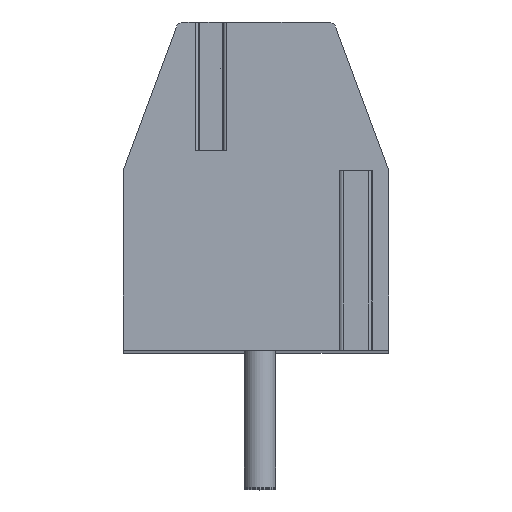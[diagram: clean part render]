
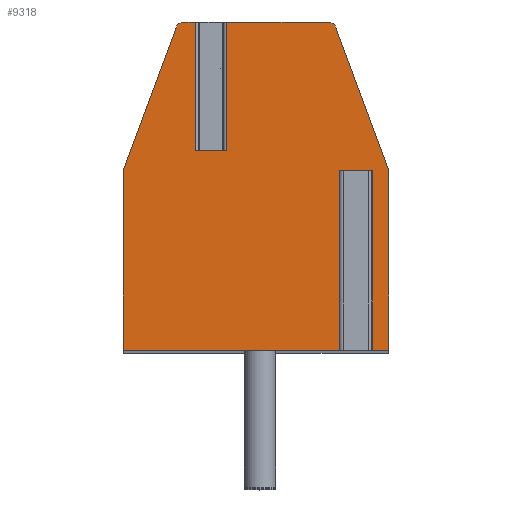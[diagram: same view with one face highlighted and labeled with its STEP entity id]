
A CAD part, top view. The second image highlights one B-rep face of the part: STEP entity #9318.
In plain terms, the highlighted planar face has unit normal (0, 0, 1).
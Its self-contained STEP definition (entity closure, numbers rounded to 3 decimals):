
#1=DIRECTION('',(1.,0.,0.));
#2=VECTOR('',#1,0.796);
#3=CARTESIAN_POINT('',(-1.548,0.9,43.75));
#4=LINE('',#3,#2);
#5=DIRECTION('',(0.,1.,0.));
#6=VECTOR('',#5,3.3);
#7=CARTESIAN_POINT('',(-0.752,0.9,43.75));
#8=LINE('',#7,#6);
#9=DIRECTION('',(-1.,0.,0.));
#10=VECTOR('',#9,2.603);
#11=CARTESIAN_POINT('',(1.851,4.2,43.75));
#12=LINE('',#11,#10);
#13=CARTESIAN_POINT('',(1.851,4.,43.75));
#14=DIRECTION('',(0.,0.,1.));
#15=DIRECTION('',(0.938,0.348,0.));
#16=AXIS2_PLACEMENT_3D('',#13,#14,#15);
#18=DIRECTION('',(-0.348,0.938,0.));
#19=VECTOR('',#18,3.914);
#20=CARTESIAN_POINT('',(3.4,0.4,43.75));
#21=LINE('',#20,#19);
#22=DIRECTION('',(0.,1.,0.));
#23=VECTOR('',#22,4.6);
#24=CARTESIAN_POINT('',(3.4,-4.2,43.75));
#25=LINE('',#24,#23);
#26=DIRECTION('',(1.,0.,0.));
#27=VECTOR('',#26,0.634);
#28=CARTESIAN_POINT('',(2.766,-4.2,43.75));
#29=LINE('',#28,#27);
#30=DIRECTION('',(0.,1.,0.));
#31=VECTOR('',#30,4.6);
#32=CARTESIAN_POINT('',(2.766,-4.2,43.75));
#33=LINE('',#32,#31);
#34=DIRECTION('',(-1.,0.,0.));
#35=VECTOR('',#34,0.43);
#36=CARTESIAN_POINT('',(2.766,0.4,43.75));
#37=LINE('',#36,#35);
#38=DIRECTION('',(0.,1.,0.));
#39=VECTOR('',#38,4.6);
#40=CARTESIAN_POINT('',(2.336,-4.2,43.75));
#41=LINE('',#40,#39);
#42=DIRECTION('',(1.,0.,0.));
#43=VECTOR('',#42,5.736);
#44=CARTESIAN_POINT('',(-3.4,-4.2,43.75));
#45=LINE('',#44,#43);
#46=DIRECTION('',(0.,-1.,0.));
#47=VECTOR('',#46,4.6);
#48=CARTESIAN_POINT('',(-3.4,0.4,43.75));
#49=LINE('',#48,#47);
#50=DIRECTION('',(-0.348,-0.938,0.));
#51=VECTOR('',#50,3.914);
#52=CARTESIAN_POINT('',(-2.038,4.07,43.75));
#53=LINE('',#52,#51);
#54=CARTESIAN_POINT('',(-1.851,4.,43.75));
#55=DIRECTION('',(0.,0.,1.));
#56=DIRECTION('',(0.,1.,0.));
#57=AXIS2_PLACEMENT_3D('',#54,#55,#56);
#59=DIRECTION('',(-1.,0.,0.));
#60=VECTOR('',#59,0.303);
#61=CARTESIAN_POINT('',(-1.548,4.2,43.75));
#62=LINE('',#61,#60);
#63=DIRECTION('',(0.,1.,0.));
#64=VECTOR('',#63,3.3);
#65=CARTESIAN_POINT('',(-1.548,0.9,43.75));
#66=LINE('',#65,#64);
#7273=CARTESIAN_POINT('',(-1.851,4.2,43.75));
#7274=CARTESIAN_POINT('',(-2.038,4.07,43.75));
#7275=VERTEX_POINT('',#7273);
#7276=VERTEX_POINT('',#7274);
#7277=CARTESIAN_POINT('',(-3.4,0.4,43.75));
#7278=VERTEX_POINT('',#7277);
#7279=CARTESIAN_POINT('',(-3.4,-4.2,43.75));
#7280=VERTEX_POINT('',#7279);
#7281=CARTESIAN_POINT('',(3.4,-4.2,43.75));
#7282=CARTESIAN_POINT('',(3.4,0.4,43.75));
#7283=VERTEX_POINT('',#7281);
#7284=VERTEX_POINT('',#7282);
#7285=CARTESIAN_POINT('',(2.038,4.07,43.75));
#7286=VERTEX_POINT('',#7285);
#7287=CARTESIAN_POINT('',(1.851,4.2,43.75));
#7288=VERTEX_POINT('',#7287);
#7329=CARTESIAN_POINT('',(2.766,0.4,43.75));
#7330=CARTESIAN_POINT('',(2.336,0.4,43.75));
#7331=VERTEX_POINT('',#7329);
#7332=VERTEX_POINT('',#7330);
#7333=CARTESIAN_POINT('',(2.336,-4.2,43.75));
#7334=VERTEX_POINT('',#7333);
#7335=CARTESIAN_POINT('',(2.766,-4.2,43.75));
#7336=VERTEX_POINT('',#7335);
#7397=CARTESIAN_POINT('',(-1.548,0.9,43.75));
#7398=CARTESIAN_POINT('',(-0.752,0.9,43.75));
#7399=VERTEX_POINT('',#7397);
#7400=VERTEX_POINT('',#7398);
#7401=CARTESIAN_POINT('',(-1.548,4.2,43.75));
#7402=VERTEX_POINT('',#7401);
#7403=CARTESIAN_POINT('',(-0.752,4.2,43.75));
#7404=VERTEX_POINT('',#7403);
#9279=CARTESIAN_POINT('',(0.,0.,43.75));
#9280=DIRECTION('',(0.,0.,1.));
#9281=DIRECTION('',(1.,0.,0.));
#9282=AXIS2_PLACEMENT_3D('',#9279,#9280,#9281);
#9283=PLANE('',#9282);
#9285=ORIENTED_EDGE('',*,*,#9284,.T.);
#9287=ORIENTED_EDGE('',*,*,#9286,.T.);
#9289=ORIENTED_EDGE('',*,*,#9288,.F.);
#9291=ORIENTED_EDGE('',*,*,#9290,.F.);
#9293=ORIENTED_EDGE('',*,*,#9292,.F.);
#9295=ORIENTED_EDGE('',*,*,#9294,.F.);
#9297=ORIENTED_EDGE('',*,*,#9296,.F.);
#9299=ORIENTED_EDGE('',*,*,#9298,.T.);
#9301=ORIENTED_EDGE('',*,*,#9300,.T.);
#9303=ORIENTED_EDGE('',*,*,#9302,.F.);
#9305=ORIENTED_EDGE('',*,*,#9304,.F.);
#9307=ORIENTED_EDGE('',*,*,#9306,.F.);
#9309=ORIENTED_EDGE('',*,*,#9308,.F.);
#9311=ORIENTED_EDGE('',*,*,#9310,.F.);
#9313=ORIENTED_EDGE('',*,*,#9312,.F.);
#9315=ORIENTED_EDGE('',*,*,#9314,.F.);
#9316=EDGE_LOOP('',(#9285,#9287,#9289,#9291,#9293,#9295,#9297,#9299,#9301,#9303,
#9305,#9307,#9309,#9311,#9313,#9315));
#9317=FACE_OUTER_BOUND('',#9316,.F.);
#9318=ADVANCED_FACE('',(#9317),#9283,.T.);
#17=CIRCLE('',#16,0.2);
#58=CIRCLE('',#57,0.2);
#9284=EDGE_CURVE('',#7399,#7400,#4,.T.);
#9286=EDGE_CURVE('',#7400,#7404,#8,.T.);
#9288=EDGE_CURVE('',#7288,#7404,#12,.T.);
#9290=EDGE_CURVE('',#7286,#7288,#17,.T.);
#9292=EDGE_CURVE('',#7284,#7286,#21,.T.);
#9294=EDGE_CURVE('',#7283,#7284,#25,.T.);
#9296=EDGE_CURVE('',#7336,#7283,#29,.T.);
#9298=EDGE_CURVE('',#7336,#7331,#33,.T.);
#9300=EDGE_CURVE('',#7331,#7332,#37,.T.);
#9302=EDGE_CURVE('',#7334,#7332,#41,.T.);
#9304=EDGE_CURVE('',#7280,#7334,#45,.T.);
#9306=EDGE_CURVE('',#7278,#7280,#49,.T.);
#9308=EDGE_CURVE('',#7276,#7278,#53,.T.);
#9310=EDGE_CURVE('',#7275,#7276,#58,.T.);
#9312=EDGE_CURVE('',#7402,#7275,#62,.T.);
#9314=EDGE_CURVE('',#7399,#7402,#66,.T.);
